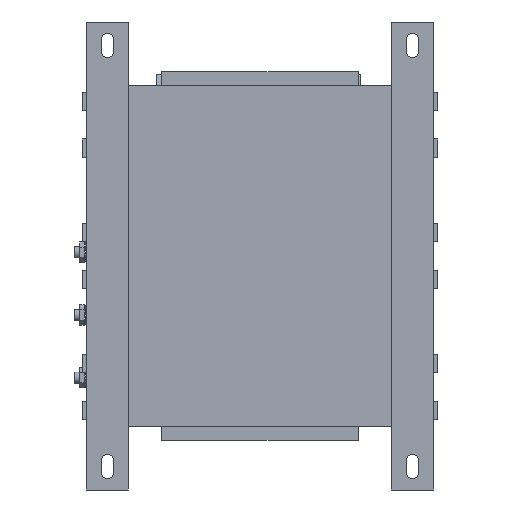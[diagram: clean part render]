
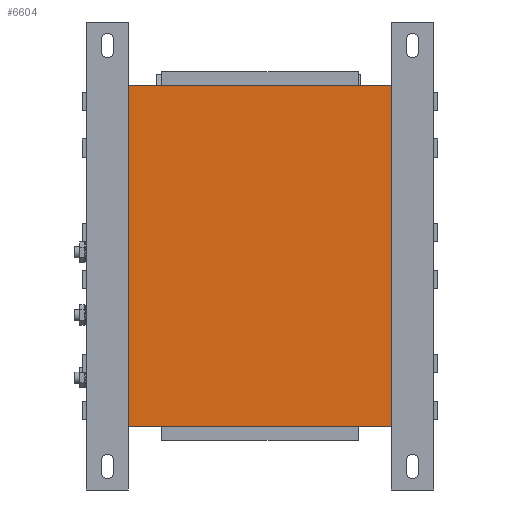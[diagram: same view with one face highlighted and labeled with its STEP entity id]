
A CAD part, front view. The second image highlights one B-rep face of the part: STEP entity #6604.
In plain terms, the highlighted planar face has unit normal (0, -1, 0).
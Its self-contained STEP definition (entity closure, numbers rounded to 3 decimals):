
#170 = ORIENTED_EDGE ( 'NONE', *, *, #18882, .T. ) ;
#304 = ORIENTED_EDGE ( 'NONE', *, *, #12854, .F. ) ;
#326 = CARTESIAN_POINT ( 'NONE',  ( -182.5, -101.998, 181.998 ) ) ;
#370 = CARTESIAN_POINT ( 'NONE',  ( 182.5, -101.998, -253.477 ) ) ;
#1266 = LINE ( 'NONE', #21271, #5797 ) ;
#2357 = VECTOR ( 'NONE', #18711, 1000. ) ;
#2418 = LINE ( 'NONE', #13794, #2357 ) ;
#3303 = CARTESIAN_POINT ( 'NONE',  ( -182.5, -101.998, -181.998 ) ) ;
#3770 = FACE_OUTER_BOUND ( 'NONE', #9820, .T. ) ;
#3929 = LINE ( 'NONE', #8950, #7873 ) ;
#4453 = VERTEX_POINT ( 'NONE', #3303 ) ;
#5519 = DIRECTION ( 'NONE',  ( 0., 0., 1. ) ) ;
#5797 = VECTOR ( 'NONE', #11648, 1000. ) ;
#5849 = ORIENTED_EDGE ( 'NONE', *, *, #9568, .F. ) ;
#6590 = ORIENTED_EDGE ( 'NONE', *, *, #12236, .F. ) ;
#6604 = ADVANCED_FACE ( 'NONE', ( #3770 ), #17009, .F. ) ;
#6940 = VERTEX_POINT ( 'NONE', #326 ) ;
#7374 = DIRECTION ( 'NONE',  ( 0., 1., 0. ) ) ;
#7873 = VECTOR ( 'NONE', #13887, 1000. ) ;
#8950 = CARTESIAN_POINT ( 'NONE',  ( -182.5, -101.998, 181.998 ) ) ;
#9568 = EDGE_CURVE ( 'NONE', #4453, #6940, #2418, .T. ) ;
#9820 = EDGE_LOOP ( 'NONE', ( #170, #6590, #5849, #304 ) ) ;
#10309 = LINE ( 'NONE', #370, #12920 ) ;
#10549 = CARTESIAN_POINT ( 'NONE',  ( 182.5, -101.998, -253.477 ) ) ;
#11648 = DIRECTION ( 'NONE',  ( -1., 0., 0. ) ) ;
#12236 = EDGE_CURVE ( 'NONE', #6940, #18250, #3929, .T. ) ;
#12854 = EDGE_CURVE ( 'NONE', #18929, #4453, #1266, .T. ) ;
#12920 = VECTOR ( 'NONE', #17108, 1000. ) ;
#13794 = CARTESIAN_POINT ( 'NONE',  ( -182.5, -101.998, -253.477 ) ) ;
#13887 = DIRECTION ( 'NONE',  ( 1., 0., 0. ) ) ;
#14528 = AXIS2_PLACEMENT_3D ( 'NONE', #10549, #7374, #5519 ) ;
#15759 = CARTESIAN_POINT ( 'NONE',  ( 182.5, -101.998, 181.998 ) ) ;
#17009 = PLANE ( 'NONE',  #14528 ) ;
#17108 = DIRECTION ( 'NONE',  ( 0., 0., 1. ) ) ;
#18250 = VERTEX_POINT ( 'NONE', #15759 ) ;
#18711 = DIRECTION ( 'NONE',  ( 0., 0., 1. ) ) ;
#18882 = EDGE_CURVE ( 'NONE', #18929, #18250, #10309, .T. ) ;
#18929 = VERTEX_POINT ( 'NONE', #19062 ) ;
#19062 = CARTESIAN_POINT ( 'NONE',  ( 182.5, -101.998, -181.998 ) ) ;
#21271 = CARTESIAN_POINT ( 'NONE',  ( -182.5, -101.998, -181.998 ) ) ;
